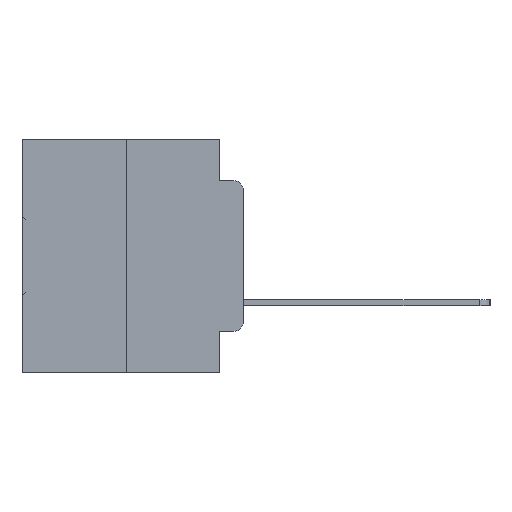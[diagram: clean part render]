
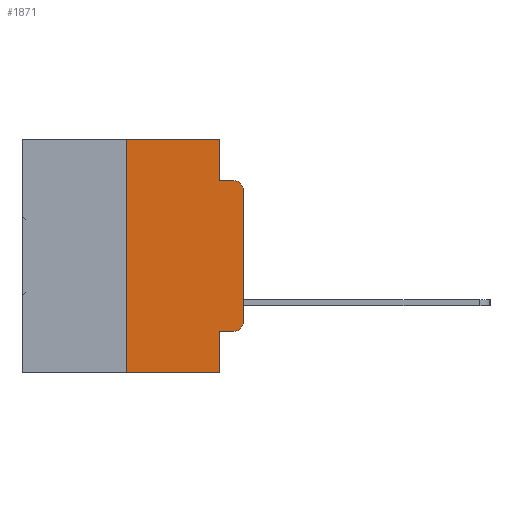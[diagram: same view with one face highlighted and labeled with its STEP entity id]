
A CAD part, left-side view. The second image highlights one B-rep face of the part: STEP entity #1871.
In plain terms, the highlighted planar face has unit normal (-1, 0, 0).
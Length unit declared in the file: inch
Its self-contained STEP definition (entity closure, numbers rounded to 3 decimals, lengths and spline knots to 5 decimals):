
#241 = CARTESIAN_POINT ( 'NONE',  ( 0., 0., -0.3915 ) ) ;
#705 = CARTESIAN_POINT ( 'NONE',  ( 0., 0.25, -0.5 ) ) ;
#771 = CARTESIAN_POINT ( 'NONE',  ( 0., 0.473, -0.5 ) ) ;
#1871 = ADVANCED_FACE ( 'NONE', ( #30385 ), #12516, .F. ) ;
#1890 = VECTOR ( 'NONE', #6454, 39.37008 ) ;
#1951 = CARTESIAN_POINT ( 'NONE',  ( 0., 0.02, -0.3915 ) ) ;
#1952 = VECTOR ( 'NONE', #17893, 39.37008 ) ;
#2337 = CARTESIAN_POINT ( 'NONE',  ( 0., 0., -0.1085 ) ) ;
#2749 = LINE ( 'NONE', #30468, #1952 ) ;
#3173 = VERTEX_POINT ( 'NONE', #241 ) ;
#3396 = DIRECTION ( 'NONE',  ( 0., -1., 0. ) ) ;
#3987 = EDGE_CURVE ( 'NONE', #24281, #31896, #2749, .T. ) ;
#4201 = LINE ( 'NONE', #24485, #23721 ) ;
#4378 = LINE ( 'NONE', #771, #11146 ) ;
#4527 = DIRECTION ( 'NONE',  ( 0., 0., -1. ) ) ;
#4943 = EDGE_CURVE ( 'NONE', #3173, #22000, #22233, .T. ) ;
#5029 = CARTESIAN_POINT ( 'NONE',  ( 0., 0.051, -0.5 ) ) ;
#5665 = VECTOR ( 'NONE', #13373, 39.37008 ) ;
#6171 = EDGE_CURVE ( 'NONE', #19331, #14457, #4201, .T. ) ;
#6454 = DIRECTION ( 'NONE',  ( 0., 0., 1. ) ) ;
#7668 = DIRECTION ( 'NONE',  ( 0., 0., -1. ) ) ;
#7781 = DIRECTION ( 'NONE',  ( 1., 0., 0. ) ) ;
#7922 = CARTESIAN_POINT ( 'NONE',  ( 0., 0.02, -0.1085 ) ) ;
#8519 = VECTOR ( 'NONE', #14171, 39.37008 ) ;
#9012 = CARTESIAN_POINT ( 'NONE',  ( 0., 0., 0. ) ) ;
#9045 = EDGE_LOOP ( 'NONE', ( #11117, #11210, #11477, #11535, #11680, #12036, #12082, #12399, #12438, #12482 ) ) ;
#9733 = VERTEX_POINT ( 'NONE', #32048 ) ;
#9915 = VERTEX_POINT ( 'NONE', #5029 ) ;
#10466 = DIRECTION ( 'NONE',  ( 0., 0., -1. ) ) ;
#10645 = LINE ( 'NONE', #10694, #22598 ) ;
#10694 = CARTESIAN_POINT ( 'NONE',  ( 0., 0.051, -0.0885 ) ) ;
#10777 = CARTESIAN_POINT ( 'NONE',  ( 0., 0.473, 0. ) ) ;
#11117 = ORIENTED_EDGE ( 'NONE', *, *, #4943, .T. ) ;
#11146 = VECTOR ( 'NONE', #3396, 39.37008 ) ;
#11210 = ORIENTED_EDGE ( 'NONE', *, *, #11757, .T. ) ;
#11477 = ORIENTED_EDGE ( 'NONE', *, *, #16913, .F. ) ;
#11535 = ORIENTED_EDGE ( 'NONE', *, *, #18140, .F. ) ;
#11680 = ORIENTED_EDGE ( 'NONE', *, *, #19278, .F. ) ;
#11757 = EDGE_CURVE ( 'NONE', #22000, #29826, #30957, .T. ) ;
#12036 = ORIENTED_EDGE ( 'NONE', *, *, #6171, .F. ) ;
#12082 = ORIENTED_EDGE ( 'NONE', *, *, #19974, .T. ) ;
#12399 = ORIENTED_EDGE ( 'NONE', *, *, #31717, .F. ) ;
#12438 = ORIENTED_EDGE ( 'NONE', *, *, #3987, .T. ) ;
#12482 = ORIENTED_EDGE ( 'NONE', *, *, #18760, .T. ) ;
#12516 = PLANE ( 'NONE',  #32051 ) ;
#12622 = VERTEX_POINT ( 'NONE', #20500 ) ;
#13373 = DIRECTION ( 'NONE',  ( 0., -1., 0. ) ) ;
#13777 = VECTOR ( 'NONE', #16964, 39.37008 ) ;
#14171 = DIRECTION ( 'NONE',  ( 0., 0., -1. ) ) ;
#14378 = CARTESIAN_POINT ( 'NONE',  ( 0., 0.473, 0. ) ) ;
#14397 = CARTESIAN_POINT ( 'NONE',  ( 0., 0.051, 0. ) ) ;
#14413 = DIRECTION ( 'NONE',  ( 0., 0., 1. ) ) ;
#14457 = VERTEX_POINT ( 'NONE', #32297 ) ;
#15381 = LINE ( 'NONE', #14397, #13777 ) ;
#16743 = CARTESIAN_POINT ( 'NONE',  ( 0., 0.051, 0. ) ) ;
#16913 = EDGE_CURVE ( 'NONE', #9733, #29826, #10645, .T. ) ;
#16964 = DIRECTION ( 'NONE',  ( 0., 0., -1. ) ) ;
#17879 = AXIS2_PLACEMENT_3D ( 'NONE', #1951, #19807, #4527 ) ;
#17893 = DIRECTION ( 'NONE',  ( 0., -1., 0. ) ) ;
#18140 = EDGE_CURVE ( 'NONE', #12622, #9733, #22068, .T. ) ;
#18414 = DIRECTION ( 'NONE',  ( 0., -1., 0. ) ) ;
#18760 = EDGE_CURVE ( 'NONE', #31896, #3173, #23196, .T. ) ;
#19278 = EDGE_CURVE ( 'NONE', #14457, #12622, #32474, .T. ) ;
#19331 = VERTEX_POINT ( 'NONE', #705 ) ;
#19807 = DIRECTION ( 'NONE',  ( -1., 0., 0. ) ) ;
#19974 = EDGE_CURVE ( 'NONE', #19331, #9915, #4378, .T. ) ;
#20500 = CARTESIAN_POINT ( 'NONE',  ( 0., 0.051, 0. ) ) ;
#21154 = CARTESIAN_POINT ( 'NONE',  ( 0., 0.02, -0.0885 ) ) ;
#22000 = VERTEX_POINT ( 'NONE', #2337 ) ;
#22068 = LINE ( 'NONE', #16743, #8519 ) ;
#22233 = LINE ( 'NONE', #9012, #1890 ) ;
#22598 = VECTOR ( 'NONE', #18414, 39.37008 ) ;
#23196 = CIRCLE ( 'NONE', #17879, 0.02 ) ;
#23309 = AXIS2_PLACEMENT_3D ( 'NONE', #7922, #25675, #10466 ) ;
#23721 = VECTOR ( 'NONE', #14413, 39.37008 ) ;
#23863 = CARTESIAN_POINT ( 'NONE',  ( 0., 0.051, -0.4115 ) ) ;
#24281 = VERTEX_POINT ( 'NONE', #23863 ) ;
#24485 = CARTESIAN_POINT ( 'NONE',  ( 0., 0.25, 0. ) ) ;
#25675 = DIRECTION ( 'NONE',  ( -1., 0., 0. ) ) ;
#27834 = CARTESIAN_POINT ( 'NONE',  ( 0., 0.02, -0.4115 ) ) ;
#29826 = VERTEX_POINT ( 'NONE', #21154 ) ;
#30385 = FACE_OUTER_BOUND ( 'NONE', #9045, .T. ) ;
#30468 = CARTESIAN_POINT ( 'NONE',  ( 0., 0.051, -0.4115 ) ) ;
#30957 = CIRCLE ( 'NONE', #23309, 0.02 ) ;
#31717 = EDGE_CURVE ( 'NONE', #24281, #9915, #15381, .T. ) ;
#31896 = VERTEX_POINT ( 'NONE', #27834 ) ;
#32048 = CARTESIAN_POINT ( 'NONE',  ( 0., 0.051, -0.0885 ) ) ;
#32051 = AXIS2_PLACEMENT_3D ( 'NONE', #14378, #7781, #7668 ) ;
#32297 = CARTESIAN_POINT ( 'NONE',  ( 0., 0.25, 0. ) ) ;
#32474 = LINE ( 'NONE', #10777, #5665 ) ;
